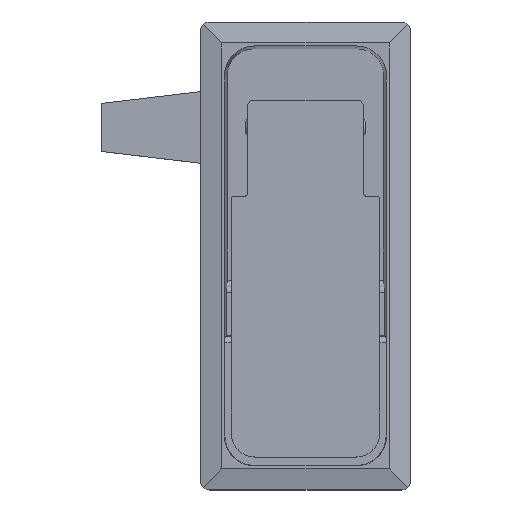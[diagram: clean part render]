
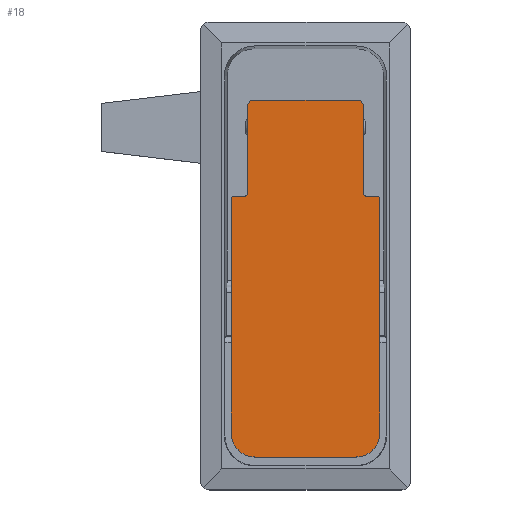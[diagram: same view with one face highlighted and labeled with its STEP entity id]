
A CAD part, top view. The second image highlights one B-rep face of the part: STEP entity #18.
In plain terms, the highlighted planar face has unit normal (0, 0, 1).
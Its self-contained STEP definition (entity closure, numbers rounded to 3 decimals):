
#10 = ORIENTED_EDGE ( 'NONE', *, *, #13953, .T. ) ;
#11 = ORIENTED_EDGE ( 'NONE', *, *, #14103, .T. ) ;
#12 = EDGE_LOOP ( 'NONE', ( #10, #17, #11, #13, #142, #143, #134, #124, #200, #27, #19, #20, #170, #169, #167, #179 ) ) ;
#13 = ORIENTED_EDGE ( 'NONE', *, *, #15, .T. ) ;
#15 = EDGE_CURVE ( 'NONE', #14102, #14063, #4145, .T. ) ;
#16 = EDGE_CURVE ( 'NONE', #13947, #14094, #4140, .T. ) ;
#17 = ORIENTED_EDGE ( 'NONE', *, *, #16, .T. ) ;
#18 = ADVANCED_FACE ( 'NONE', ( #4197 ), #4196, .T. ) ;
#19 = ORIENTED_EDGE ( 'NONE', *, *, #14212, .T. ) ;
#20 = ORIENTED_EDGE ( 'NONE', *, *, #24, .T. ) ;
#24 = EDGE_CURVE ( 'NONE', #14211, #14199, #4187, .T. ) ;
#26 = EDGE_CURVE ( 'NONE', #13882, #14209, #4178, .T. ) ;
#27 = ORIENTED_EDGE ( 'NONE', *, *, #26, .T. ) ;
#28 = VERTEX_POINT ( 'NONE', #4173 ) ;
#29 = EDGE_CURVE ( 'NONE', #14199, #28, #4172, .T. ) ;
#124 = ORIENTED_EDGE ( 'NONE', *, *, #201, .T. ) ;
#134 = ORIENTED_EDGE ( 'NONE', *, *, #14069, .T. ) ;
#139 = EDGE_CURVE ( 'NONE', #14051, #14034, #4334, .T. ) ;
#142 = ORIENTED_EDGE ( 'NONE', *, *, #14053, .T. ) ;
#143 = ORIENTED_EDGE ( 'NONE', *, *, #139, .T. ) ;
#167 = ORIENTED_EDGE ( 'NONE', *, *, #14208, .T. ) ;
#169 = ORIENTED_EDGE ( 'NONE', *, *, #180, .T. ) ;
#170 = ORIENTED_EDGE ( 'NONE', *, *, #29, .T. ) ;
#178 = EDGE_CURVE ( 'NONE', #286, #13943, #4412, .T. ) ;
#179 = ORIENTED_EDGE ( 'NONE', *, *, #178, .T. ) ;
#180 = EDGE_CURVE ( 'NONE', #28, #2026, #4407, .T. ) ;
#200 = ORIENTED_EDGE ( 'NONE', *, *, #13877, .T. ) ;
#201 = EDGE_CURVE ( 'NONE', #13887, #13873, #4448, .T. ) ;
#286 = VERTEX_POINT ( 'NONE', #4581 ) ;
#2026 = VERTEX_POINT ( 'NONE', #8109 ) ;
#4137 = DIRECTION ( 'NONE',  ( 0., 0., 1. ) ) ;
#4138 = CARTESIAN_POINT ( 'NONE',  ( -8.65, 46.5, 0. ) ) ;
#4139 = AXIS2_PLACEMENT_3D ( 'NONE', #4138, #4137, #4198 ) ;
#4140 = CIRCLE ( 'NONE', #4139, 1. ) ;
#4141 = DIRECTION ( 'NONE',  ( 1., 0., 0. ) ) ;
#4142 = DIRECTION ( 'NONE',  ( 0., 0., -1. ) ) ;
#4143 = CARTESIAN_POINT ( 'NONE',  ( -10.15, 32., 0. ) ) ;
#4144 = AXIS2_PLACEMENT_3D ( 'NONE', #4143, #4142, #4141 ) ;
#4145 = CIRCLE ( 'NONE', #4144, 0.5 ) ;
#4169 = DIRECTION ( 'NONE',  ( -1., 0., 0. ) ) ;
#4170 = VECTOR ( 'NONE', #4169, 1000. ) ;
#4171 = CARTESIAN_POINT ( 'NONE',  ( 9.65, 31.5, 0. ) ) ;
#4172 = LINE ( 'NONE', #4171, #4170 ) ;
#4173 = CARTESIAN_POINT ( 'NONE',  ( 10.15, 31.5, 0. ) ) ;
#4174 = DIRECTION ( 'NONE',  ( 1., 0., 0. ) ) ;
#4175 = DIRECTION ( 'NONE',  ( 0., 0., 1. ) ) ;
#4176 = CARTESIAN_POINT ( 'NONE',  ( 8.4, -8., 0. ) ) ;
#4177 = AXIS2_PLACEMENT_3D ( 'NONE', #4176, #4175, #4174 ) ;
#4178 = CIRCLE ( 'NONE', #4177, 4. ) ;
#4183 = DIRECTION ( 'NONE',  ( 1., 0., 0. ) ) ;
#4184 = DIRECTION ( 'NONE',  ( 0., 0., 1. ) ) ;
#4185 = CARTESIAN_POINT ( 'NONE',  ( 11.9, 31., 0. ) ) ;
#4186 = AXIS2_PLACEMENT_3D ( 'NONE', #4185, #4184, #4183 ) ;
#4187 = CIRCLE ( 'NONE', #4186, 0.5 ) ;
#4192 = DIRECTION ( 'NONE',  ( 1., 0., 0. ) ) ;
#4193 = DIRECTION ( 'NONE',  ( 0., 0., 1. ) ) ;
#4194 = CARTESIAN_POINT ( 'NONE',  ( -12.4, -12., 0. ) ) ;
#4195 = AXIS2_PLACEMENT_3D ( 'NONE', #4194, #4193, #4192 ) ;
#4196 = PLANE ( 'NONE',  #4195 ) ;
#4197 = FACE_OUTER_BOUND ( 'NONE', #12, .T. ) ;
#4198 = DIRECTION ( 'NONE',  ( 1., 0., 0. ) ) ;
#4330 = DIRECTION ( 'NONE',  ( 1., 0., 0. ) ) ;
#4331 = DIRECTION ( 'NONE',  ( 0., 0., 1. ) ) ;
#4332 = CARTESIAN_POINT ( 'NONE',  ( -11.9, 31., 0. ) ) ;
#4333 = AXIS2_PLACEMENT_3D ( 'NONE', #4332, #4331, #4330 ) ;
#4334 = CIRCLE ( 'NONE', #4333, 0.5 ) ;
#4403 = DIRECTION ( 'NONE',  ( 1., 0., 0. ) ) ;
#4404 = DIRECTION ( 'NONE',  ( 0., 0., -1. ) ) ;
#4405 = CARTESIAN_POINT ( 'NONE',  ( 10.15, 32., 0. ) ) ;
#4406 = AXIS2_PLACEMENT_3D ( 'NONE', #4405, #4404, #4403 ) ;
#4407 = CIRCLE ( 'NONE', #4406, 0.5 ) ;
#4408 = DIRECTION ( 'NONE',  ( 1., 0., 0. ) ) ;
#4409 = DIRECTION ( 'NONE',  ( 0., 0., 1. ) ) ;
#4410 = CARTESIAN_POINT ( 'NONE',  ( 8.65, 46.5, 0. ) ) ;
#4411 = AXIS2_PLACEMENT_3D ( 'NONE', #4410, #4409, #4408 ) ;
#4412 = CIRCLE ( 'NONE', #4411, 1. ) ;
#4444 = DIRECTION ( 'NONE',  ( 1., 0., 0. ) ) ;
#4445 = DIRECTION ( 'NONE',  ( 0., 0., 1. ) ) ;
#4446 = CARTESIAN_POINT ( 'NONE',  ( -8.4, -8., 0. ) ) ;
#4447 = AXIS2_PLACEMENT_3D ( 'NONE', #4446, #4445, #4444 ) ;
#4448 = CIRCLE ( 'NONE', #4447, 4. ) ;
#4581 = CARTESIAN_POINT ( 'NONE',  ( 9.65, 46.5, 0. ) ) ;
#8109 = CARTESIAN_POINT ( 'NONE',  ( 9.65, 32., 0. ) ) ;
#11732 = CARTESIAN_POINT ( 'NONE',  ( -8.4, -12., 0. ) ) ;
#11768 = CARTESIAN_POINT ( 'NONE',  ( -12.4, -8., 0. ) ) ;
#11774 = CARTESIAN_POINT ( 'NONE',  ( 8.4, -12., 0. ) ) ;
#11780 = DIRECTION ( 'NONE',  ( 1., 0., 0. ) ) ;
#11781 = VECTOR ( 'NONE', #11780, 1000. ) ;
#11782 = CARTESIAN_POINT ( 'NONE',  ( 12.4, -12., 0. ) ) ;
#11783 = LINE ( 'NONE', #11782, #11781 ) ;
#11866 = CARTESIAN_POINT ( 'NONE',  ( -8.65, 47.5, 0. ) ) ;
#11868 = CARTESIAN_POINT ( 'NONE',  ( 8.65, 47.5, 0. ) ) ;
#11903 = DIRECTION ( 'NONE',  ( -1., 0., 0. ) ) ;
#11904 = VECTOR ( 'NONE', #11903, 1000. ) ;
#11905 = CARTESIAN_POINT ( 'NONE',  ( 9.65, 47.5, 0. ) ) ;
#11906 = LINE ( 'NONE', #11905, #11904 ) ;
#12012 = DIRECTION ( 'NONE',  ( -1., 0., 0. ) ) ;
#12013 = VECTOR ( 'NONE', #12012, 1000. ) ;
#12014 = CARTESIAN_POINT ( 'NONE',  ( -9.65, 31.5, 0. ) ) ;
#12015 = LINE ( 'NONE', #12014, #12013 ) ;
#12016 = CARTESIAN_POINT ( 'NONE',  ( -11.9, 31.5, 0. ) ) ;
#12035 = CARTESIAN_POINT ( 'NONE',  ( -12.4, 31., 0. ) ) ;
#12049 = CARTESIAN_POINT ( 'NONE',  ( -10.15, 31.5, 0. ) ) ;
#12077 = DIRECTION ( 'NONE',  ( 0., -1., 0. ) ) ;
#12078 = VECTOR ( 'NONE', #12077, 1000. ) ;
#12079 = CARTESIAN_POINT ( 'NONE',  ( -12.4, 0., 0. ) ) ;
#12080 = LINE ( 'NONE', #12079, #12078 ) ;
#12110 = CARTESIAN_POINT ( 'NONE',  ( -9.65, 32., 0. ) ) ;
#12127 = CARTESIAN_POINT ( 'NONE',  ( -9.65, 46.5, 0. ) ) ;
#12167 = DIRECTION ( 'NONE',  ( 0., -1., 0. ) ) ;
#12168 = VECTOR ( 'NONE', #12167, 1000. ) ;
#12169 = CARTESIAN_POINT ( 'NONE',  ( -9.65, 31.5, 0. ) ) ;
#12170 = LINE ( 'NONE', #12169, #12168 ) ;
#12276 = CARTESIAN_POINT ( 'NONE',  ( 11.9, 31.5, 0. ) ) ;
#12304 = DIRECTION ( 'NONE',  ( 0., 1., 0. ) ) ;
#12305 = VECTOR ( 'NONE', #12304, 1000. ) ;
#12306 = CARTESIAN_POINT ( 'NONE',  ( 12.4, -12., 0. ) ) ;
#12307 = LINE ( 'NONE', #12306, #12305 ) ;
#12308 = CARTESIAN_POINT ( 'NONE',  ( 12.4, 31., 0. ) ) ;
#12313 = CARTESIAN_POINT ( 'NONE',  ( 12.4, -8., 0. ) ) ;
#12314 = DIRECTION ( 'NONE',  ( 0., 1., 0. ) ) ;
#12315 = VECTOR ( 'NONE', #12314, 1000. ) ;
#12316 = CARTESIAN_POINT ( 'NONE',  ( 9.65, 31.5, 0. ) ) ;
#12317 = LINE ( 'NONE', #12316, #12315 ) ;
#13873 = VERTEX_POINT ( 'NONE', #11732 ) ;
#13877 = EDGE_CURVE ( 'NONE', #13873, #13882, #11783, .T. ) ;
#13882 = VERTEX_POINT ( 'NONE', #11774 ) ;
#13887 = VERTEX_POINT ( 'NONE', #11768 ) ;
#13943 = VERTEX_POINT ( 'NONE', #11868 ) ;
#13947 = VERTEX_POINT ( 'NONE', #11866 ) ;
#13953 = EDGE_CURVE ( 'NONE', #13943, #13947, #11906, .T. ) ;
#14034 = VERTEX_POINT ( 'NONE', #12035 ) ;
#14051 = VERTEX_POINT ( 'NONE', #12016 ) ;
#14053 = EDGE_CURVE ( 'NONE', #14063, #14051, #12015, .T. ) ;
#14063 = VERTEX_POINT ( 'NONE', #12049 ) ;
#14069 = EDGE_CURVE ( 'NONE', #14034, #13887, #12080, .T. ) ;
#14094 = VERTEX_POINT ( 'NONE', #12127 ) ;
#14102 = VERTEX_POINT ( 'NONE', #12110 ) ;
#14103 = EDGE_CURVE ( 'NONE', #14094, #14102, #12170, .T. ) ;
#14199 = VERTEX_POINT ( 'NONE', #12276 ) ;
#14208 = EDGE_CURVE ( 'NONE', #2026, #286, #12317, .T. ) ;
#14209 = VERTEX_POINT ( 'NONE', #12313 ) ;
#14211 = VERTEX_POINT ( 'NONE', #12308 ) ;
#14212 = EDGE_CURVE ( 'NONE', #14209, #14211, #12307, .T. ) ;
